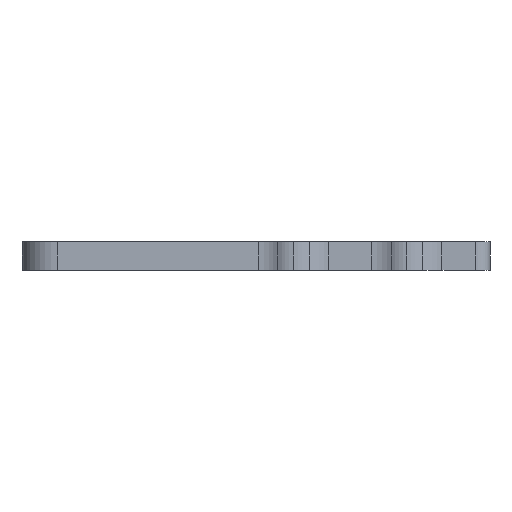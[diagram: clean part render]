
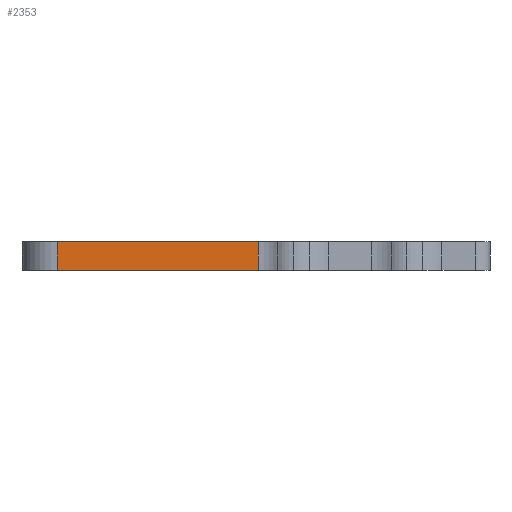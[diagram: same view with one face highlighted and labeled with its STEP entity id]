
A CAD part, left-side view. The second image highlights one B-rep face of the part: STEP entity #2353.
In plain terms, the highlighted planar face has unit normal (-1, 0, 0).
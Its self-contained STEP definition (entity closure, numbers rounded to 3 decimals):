
#16 = CARTESIAN_POINT ( 'NONE',  ( -115.049, 50.992, 4. ) ) ;
#54 = EDGE_CURVE ( 'NONE', #3058, #635, #2517, .T. ) ;
#77 = VECTOR ( 'NONE', #722, 1000. ) ;
#251 = DIRECTION ( 'NONE',  ( 1., 0., 0. ) ) ;
#539 = DIRECTION ( 'NONE',  ( 0., 0., -1. ) ) ;
#569 = AXIS2_PLACEMENT_3D ( 'NONE', #732, #251, #757 ) ;
#635 = VERTEX_POINT ( 'NONE', #16 ) ;
#722 = DIRECTION ( 'NONE',  ( 0., -1., 0. ) ) ;
#732 = CARTESIAN_POINT ( 'NONE',  ( -115.049, 0., 4. ) ) ;
#757 = DIRECTION ( 'NONE',  ( 0., 1., 0. ) ) ;
#768 = EDGE_CURVE ( 'NONE', #3058, #3062, #1273, .T. ) ;
#1009 = LINE ( 'NONE', #1288, #77 ) ;
#1170 = VECTOR ( 'NONE', #2786, 1000. ) ;
#1194 = VECTOR ( 'NONE', #2246, 1000. ) ;
#1273 = LINE ( 'NONE', #3154, #1686 ) ;
#1288 = CARTESIAN_POINT ( 'NONE',  ( -115.049, 0., 0. ) ) ;
#1494 = ORIENTED_EDGE ( 'NONE', *, *, #54, .F. ) ;
#1590 = EDGE_LOOP ( 'NONE', ( #2918, #1614, #1494, #2656 ) ) ;
#1614 = ORIENTED_EDGE ( 'NONE', *, *, #2407, .T. ) ;
#1686 = VECTOR ( 'NONE', #539, 1000. ) ;
#2016 = CARTESIAN_POINT ( 'NONE',  ( -115.049, 50.992, 4. ) ) ;
#2039 = VERTEX_POINT ( 'NONE', #3098 ) ;
#2246 = DIRECTION ( 'NONE',  ( 0., -1., 0. ) ) ;
#2353 = ADVANCED_FACE ( 'NONE', ( #3153 ), #3323, .F. ) ;
#2367 = EDGE_CURVE ( 'NONE', #3062, #2039, #1009, .T. ) ;
#2407 = EDGE_CURVE ( 'NONE', #2039, #635, #3298, .T. ) ;
#2517 = LINE ( 'NONE', #3042, #1194 ) ;
#2656 = ORIENTED_EDGE ( 'NONE', *, *, #768, .T. ) ;
#2755 = CARTESIAN_POINT ( 'NONE',  ( -115.049, 79.408, 0. ) ) ;
#2786 = DIRECTION ( 'NONE',  ( 0., 0., 1. ) ) ;
#2918 = ORIENTED_EDGE ( 'NONE', *, *, #2367, .T. ) ;
#3042 = CARTESIAN_POINT ( 'NONE',  ( -115.049, 0., 4. ) ) ;
#3058 = VERTEX_POINT ( 'NONE', #3266 ) ;
#3062 = VERTEX_POINT ( 'NONE', #2755 ) ;
#3098 = CARTESIAN_POINT ( 'NONE',  ( -115.049, 50.992, 0. ) ) ;
#3153 = FACE_OUTER_BOUND ( 'NONE', #1590, .T. ) ;
#3154 = CARTESIAN_POINT ( 'NONE',  ( -115.049, 79.408, 4. ) ) ;
#3266 = CARTESIAN_POINT ( 'NONE',  ( -115.049, 79.408, 4. ) ) ;
#3298 = LINE ( 'NONE', #2016, #1170 ) ;
#3323 = PLANE ( 'NONE',  #569 ) ;
